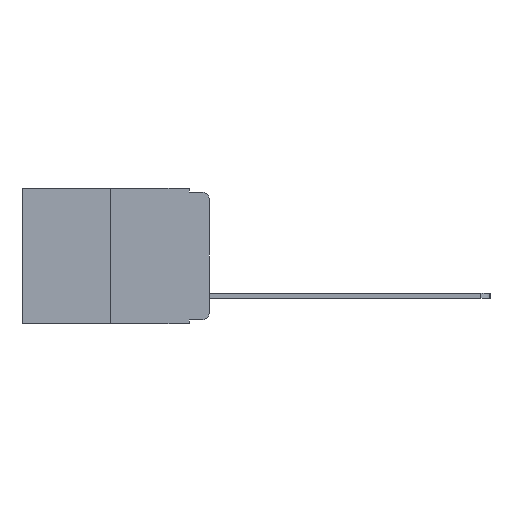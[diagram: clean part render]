
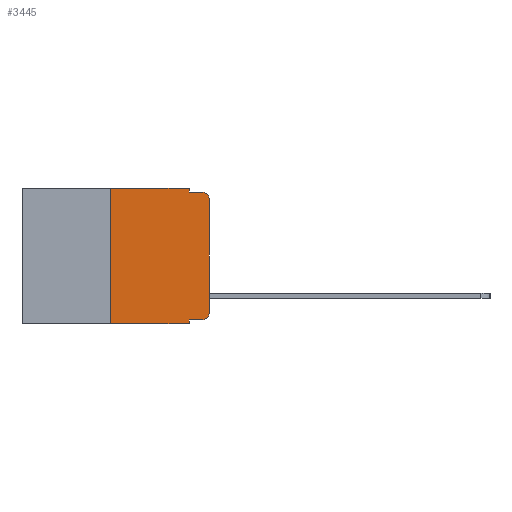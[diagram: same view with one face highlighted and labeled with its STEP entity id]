
A CAD part, left-side view. The second image highlights one B-rep face of the part: STEP entity #3445.
In plain terms, the highlighted planar face has unit normal (-1, 0, 0).
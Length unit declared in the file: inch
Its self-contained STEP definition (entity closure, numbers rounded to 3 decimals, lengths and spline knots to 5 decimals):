
#58 = DIRECTION ( 'NONE',  ( 0., -1., 0. ) ) ;
#383 = DIRECTION ( 'NONE',  ( 0., 0., -1. ) ) ;
#405 = EDGE_LOOP ( 'NONE', ( #1615, #1431, #7671, #9923, #4837, #5324, #4571, #4641, #4311, #4499 ) ) ;
#798 = LINE ( 'NONE', #8585, #11992 ) ;
#1431 = ORIENTED_EDGE ( 'NONE', *, *, #14447, .T. ) ;
#1465 = DIRECTION ( 'NONE',  ( 1., 0., 0. ) ) ;
#1615 = ORIENTED_EDGE ( 'NONE', *, *, #17892, .T. ) ;
#1737 = CARTESIAN_POINT ( 'NONE',  ( 0., 0.25, 0. ) ) ;
#1877 = CARTESIAN_POINT ( 'NONE',  ( 0., 0.051, 0. ) ) ;
#1894 = EDGE_CURVE ( 'NONE', #12191, #13796, #14789, .T. ) ;
#1947 = AXIS2_PLACEMENT_3D ( 'NONE', #17220, #9350, #383 ) ;
#2038 = CARTESIAN_POINT ( 'NONE',  ( 0., 0.051, 0. ) ) ;
#2941 = CARTESIAN_POINT ( 'NONE',  ( 0., 0.473, 0. ) ) ;
#3093 = CARTESIAN_POINT ( 'NONE',  ( 0., 0.051, -0.01 ) ) ;
#3199 = DIRECTION ( 'NONE',  ( 0., -1., 0. ) ) ;
#3445 = ADVANCED_FACE ( 'NONE', ( #10803 ), #10257, .F. ) ;
#4133 = VERTEX_POINT ( 'NONE', #1737 ) ;
#4311 = ORIENTED_EDGE ( 'NONE', *, *, #11045, .T. ) ;
#4315 = VERTEX_POINT ( 'NONE', #8010 ) ;
#4499 = ORIENTED_EDGE ( 'NONE', *, *, #8158, .T. ) ;
#4571 = ORIENTED_EDGE ( 'NONE', *, *, #1894, .T. ) ;
#4641 = ORIENTED_EDGE ( 'NONE', *, *, #6207, .F. ) ;
#4837 = ORIENTED_EDGE ( 'NONE', *, *, #9670, .F. ) ;
#4838 = CARTESIAN_POINT ( 'NONE',  ( 0., 0., -0.03 ) ) ;
#4856 = CIRCLE ( 'NONE', #10346, 0.02 ) ;
#5012 = VECTOR ( 'NONE', #11537, 39.37008 ) ;
#5324 = ORIENTED_EDGE ( 'NONE', *, *, #15166, .F. ) ;
#5471 = VECTOR ( 'NONE', #10239, 39.37008 ) ;
#6207 = EDGE_CURVE ( 'NONE', #4315, #13796, #16024, .T. ) ;
#6326 = DIRECTION ( 'NONE',  ( -1., 0., 0. ) ) ;
#6533 = VERTEX_POINT ( 'NONE', #14971 ) ;
#7076 = VERTEX_POINT ( 'NONE', #16991 ) ;
#7094 = VERTEX_POINT ( 'NONE', #4838 ) ;
#7415 = DIRECTION ( 'NONE',  ( 0., 0., -1. ) ) ;
#7531 = LINE ( 'NONE', #7625, #11291 ) ;
#7546 = VECTOR ( 'NONE', #3199, 39.37008 ) ;
#7586 = VECTOR ( 'NONE', #7791, 39.37008 ) ;
#7625 = CARTESIAN_POINT ( 'NONE',  ( 0., 0.051, -0.333 ) ) ;
#7671 = ORIENTED_EDGE ( 'NONE', *, *, #9693, .F. ) ;
#7681 = AXIS2_PLACEMENT_3D ( 'NONE', #18042, #1465, #11616 ) ;
#7791 = DIRECTION ( 'NONE',  ( 0., 0., -1. ) ) ;
#8010 = CARTESIAN_POINT ( 'NONE',  ( 0., 0.051, -0.333 ) ) ;
#8158 = EDGE_CURVE ( 'NONE', #7076, #6533, #11926, .T. ) ;
#8585 = CARTESIAN_POINT ( 'NONE',  ( 0., 0., 0. ) ) ;
#8755 = LINE ( 'NONE', #2941, #5012 ) ;
#8868 = CARTESIAN_POINT ( 'NONE',  ( 0., 0.02, -0.01 ) ) ;
#9208 = LINE ( 'NONE', #3093, #5471 ) ;
#9350 = DIRECTION ( 'NONE',  ( -1., 0., 0. ) ) ;
#9542 = CARTESIAN_POINT ( 'NONE',  ( 0., 0.051, -0.343 ) ) ;
#9670 = EDGE_CURVE ( 'NONE', #4133, #12778, #8755, .T. ) ;
#9693 = EDGE_CURVE ( 'NONE', #11647, #13354, #9208, .T. ) ;
#9923 = ORIENTED_EDGE ( 'NONE', *, *, #16480, .F. ) ;
#10239 = DIRECTION ( 'NONE',  ( 0., -1., 0. ) ) ;
#10257 = PLANE ( 'NONE',  #7681 ) ;
#10346 = AXIS2_PLACEMENT_3D ( 'NONE', #14503, #6326, #15773 ) ;
#10773 = LINE ( 'NONE', #14232, #13864 ) ;
#10803 = FACE_OUTER_BOUND ( 'NONE', #405, .T. ) ;
#11045 = EDGE_CURVE ( 'NONE', #4315, #7076, #7531, .T. ) ;
#11291 = VECTOR ( 'NONE', #58, 39.37008 ) ;
#11503 = DIRECTION ( 'NONE',  ( 0., 0., 1. ) ) ;
#11537 = DIRECTION ( 'NONE',  ( 0., -1., 0. ) ) ;
#11616 = DIRECTION ( 'NONE',  ( 0., 0., -1. ) ) ;
#11647 = VERTEX_POINT ( 'NONE', #16180 ) ;
#11926 = CIRCLE ( 'NONE', #1947, 0.02 ) ;
#11992 = VECTOR ( 'NONE', #16565, 39.37008 ) ;
#12191 = VERTEX_POINT ( 'NONE', #13375 ) ;
#12481 = VECTOR ( 'NONE', #11503, 39.37008 ) ;
#12778 = VERTEX_POINT ( 'NONE', #2038 ) ;
#12790 = CARTESIAN_POINT ( 'NONE',  ( 0., 0.25, 0. ) ) ;
#13012 = CARTESIAN_POINT ( 'NONE',  ( 0., 0.473, -0.343 ) ) ;
#13354 = VERTEX_POINT ( 'NONE', #8868 ) ;
#13375 = CARTESIAN_POINT ( 'NONE',  ( 0., 0.25, -0.343 ) ) ;
#13796 = VERTEX_POINT ( 'NONE', #9542 ) ;
#13864 = VECTOR ( 'NONE', #7415, 39.37008 ) ;
#14232 = CARTESIAN_POINT ( 'NONE',  ( 0., 0.051, 0. ) ) ;
#14447 = EDGE_CURVE ( 'NONE', #7094, #13354, #4856, .T. ) ;
#14503 = CARTESIAN_POINT ( 'NONE',  ( 0., 0.02, -0.03 ) ) ;
#14789 = LINE ( 'NONE', #13012, #7546 ) ;
#14971 = CARTESIAN_POINT ( 'NONE',  ( 0., 0., -0.313 ) ) ;
#15166 = EDGE_CURVE ( 'NONE', #12191, #4133, #15885, .T. ) ;
#15773 = DIRECTION ( 'NONE',  ( 0., 0., -1. ) ) ;
#15885 = LINE ( 'NONE', #12790, #12481 ) ;
#16024 = LINE ( 'NONE', #1877, #7586 ) ;
#16180 = CARTESIAN_POINT ( 'NONE',  ( 0., 0.051, -0.01 ) ) ;
#16480 = EDGE_CURVE ( 'NONE', #12778, #11647, #10773, .T. ) ;
#16565 = DIRECTION ( 'NONE',  ( 0., 0., 1. ) ) ;
#16991 = CARTESIAN_POINT ( 'NONE',  ( 0., 0.02, -0.333 ) ) ;
#17220 = CARTESIAN_POINT ( 'NONE',  ( 0., 0.02, -0.313 ) ) ;
#17892 = EDGE_CURVE ( 'NONE', #6533, #7094, #798, .T. ) ;
#18042 = CARTESIAN_POINT ( 'NONE',  ( 0., 0.473, 0. ) ) ;
